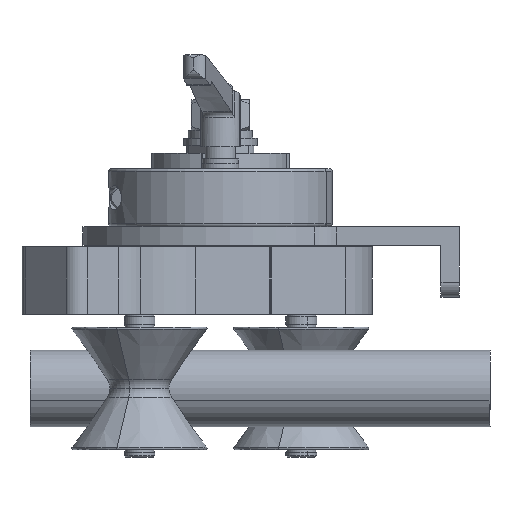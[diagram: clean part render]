
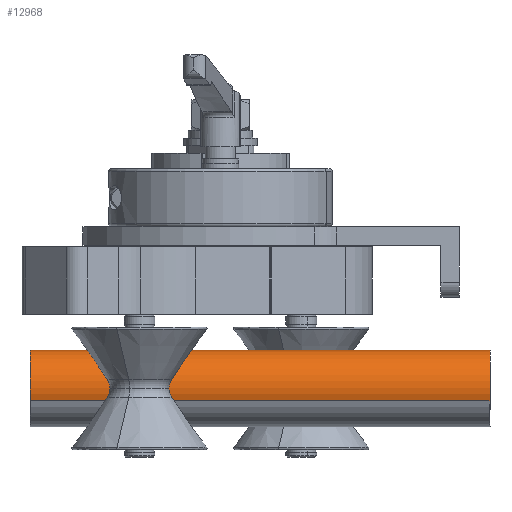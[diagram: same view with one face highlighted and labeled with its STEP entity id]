
A CAD part, front view. The second image highlights one B-rep face of the part: STEP entity #12968.
In plain terms, the highlighted cylindrical face has radius 12.5 mm (diameter 25 mm), a partial arc.
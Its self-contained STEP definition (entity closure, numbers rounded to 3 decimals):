
#12968 = ADVANCED_FACE ( 'NONE', ( #29466 ), #67186, .T. ) ;
#14933 = CARTESIAN_POINT ( 'NONE',  ( 12.5, 0., 75. ) ) ;
#18077 = CARTESIAN_POINT ( 'NONE',  ( -12.5, 0., -75. ) ) ;
#18249 = VERTEX_POINT ( 'NONE', #18077 ) ;
#21914 = VERTEX_POINT ( 'NONE', #54571 ) ;
#23766 = CIRCLE ( 'NONE', #32795, 12.5 ) ;
#24014 = VERTEX_POINT ( 'NONE', #27347 ) ;
#27080 = AXIS2_PLACEMENT_3D ( 'NONE', #55556, #63220, #31983 ) ;
#27347 = CARTESIAN_POINT ( 'NONE',  ( -12.5, 0., 75. ) ) ;
#27814 = EDGE_CURVE ( 'NONE', #68212, #24014, #45203, .T. ) ;
#29060 = DIRECTION ( 'NONE',  ( 1., 0., 0. ) ) ;
#29114 = EDGE_CURVE ( 'NONE', #68212, #21914, #70525, .T. ) ;
#29466 = FACE_OUTER_BOUND ( 'NONE', #63290, .T. ) ;
#31983 = DIRECTION ( 'NONE',  ( 1., 0., 0. ) ) ;
#32795 = AXIS2_PLACEMENT_3D ( 'NONE', #64784, #72058, #29060 ) ;
#40544 = AXIS2_PLACEMENT_3D ( 'NONE', #74498, #68402, #66782 ) ;
#41508 = LINE ( 'NONE', #65849, #65624 ) ;
#43830 = ORIENTED_EDGE ( 'NONE', *, *, #78756, .T. ) ;
#44501 = ORIENTED_EDGE ( 'NONE', *, *, #55026, .F. ) ;
#45203 = CIRCLE ( 'NONE', #27080, 12.5 ) ;
#51759 = VECTOR ( 'NONE', #70915, 1000. ) ;
#53765 = ORIENTED_EDGE ( 'NONE', *, *, #27814, .F. ) ;
#53829 = CARTESIAN_POINT ( 'NONE',  ( 12.5, 0., 75. ) ) ;
#54571 = CARTESIAN_POINT ( 'NONE',  ( 12.5, 0., -75. ) ) ;
#55026 = EDGE_CURVE ( 'NONE', #24014, #18249, #41508, .T. ) ;
#55556 = CARTESIAN_POINT ( 'NONE',  ( 0., 0., 75. ) ) ;
#63220 = DIRECTION ( 'NONE',  ( 0., 0., 1. ) ) ;
#63290 = EDGE_LOOP ( 'NONE', ( #53765, #63426, #43830, #44501 ) ) ;
#63426 = ORIENTED_EDGE ( 'NONE', *, *, #29114, .T. ) ;
#64784 = CARTESIAN_POINT ( 'NONE',  ( 0., 0., -75. ) ) ;
#65624 = VECTOR ( 'NONE', #79254, 1000. ) ;
#65849 = CARTESIAN_POINT ( 'NONE',  ( -12.5, 0., 75. ) ) ;
#66782 = DIRECTION ( 'NONE',  ( -1., 0., 0. ) ) ;
#67186 = CYLINDRICAL_SURFACE ( 'NONE', #40544, 12.5 ) ;
#68212 = VERTEX_POINT ( 'NONE', #53829 ) ;
#68402 = DIRECTION ( 'NONE',  ( 0., 0., -1. ) ) ;
#70525 = LINE ( 'NONE', #14933, #51759 ) ;
#70915 = DIRECTION ( 'NONE',  ( 0., 0., -1. ) ) ;
#72058 = DIRECTION ( 'NONE',  ( 0., 0., 1. ) ) ;
#74498 = CARTESIAN_POINT ( 'NONE',  ( 0., 0., 75. ) ) ;
#78756 = EDGE_CURVE ( 'NONE', #21914, #18249, #23766, .T. ) ;
#79254 = DIRECTION ( 'NONE',  ( 0., 0., -1. ) ) ;
